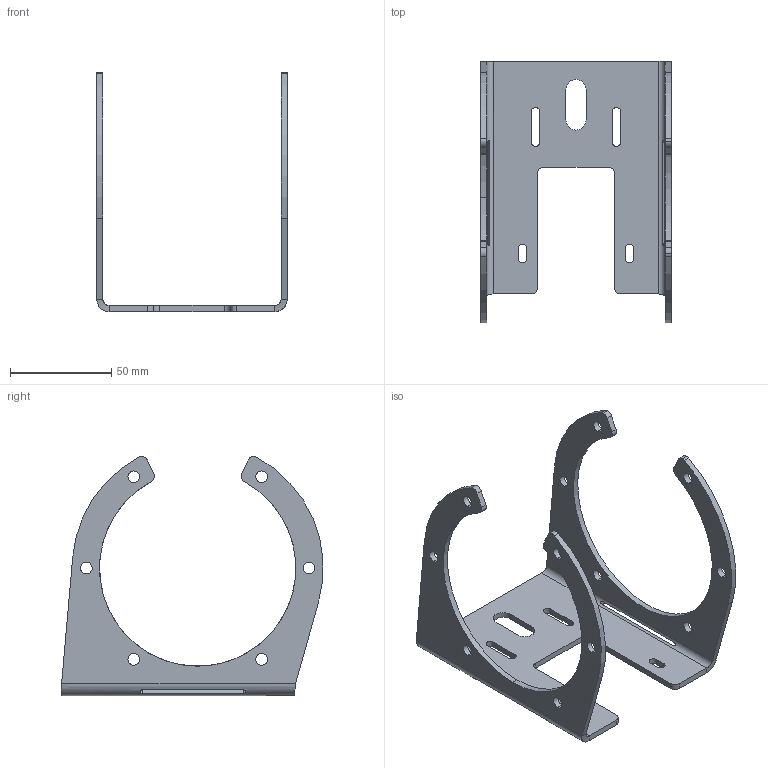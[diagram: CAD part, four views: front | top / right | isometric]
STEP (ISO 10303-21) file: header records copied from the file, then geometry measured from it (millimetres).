
FILE_DESCRIPTION (( 'STEP AP214' ), '1' );
FILE_NAME ('BLKS-SM009-Diff_rib_08_04.STEP', '2025-08-04T08:58:53', ( '' ), ( '' ), 'SwSTEP 2.0', 'SolidWorks 2024', '' );
FILE_SCHEMA (( 'AUTOMOTIVE_DESIGN' ));
Length unit declared in the file: millimetre
Products named in the file (1): BLKS-SM009-Diff_rib_08_04
Bounding box: 94 x 129.37 x 118.14 mm (x, y, z)
Volume: 52303.8 mm3; surface area: 40934.2 mm2
Topology: 1 solids, 1 shells, 101 faces, 281 edges, 182 vertices
Faces by surface type: cylinder 59, plane 34, bspline 8
Entity records: 3816 total; most frequent: CARTESIAN_POINT 1113, ORIENTED_EDGE 562, DIRECTION 547, EDGE_CURVE 281, AXIS2_PLACEMENT_3D 204, VERTEX_POINT 182, EDGE_LOOP 139, VECTOR 139
